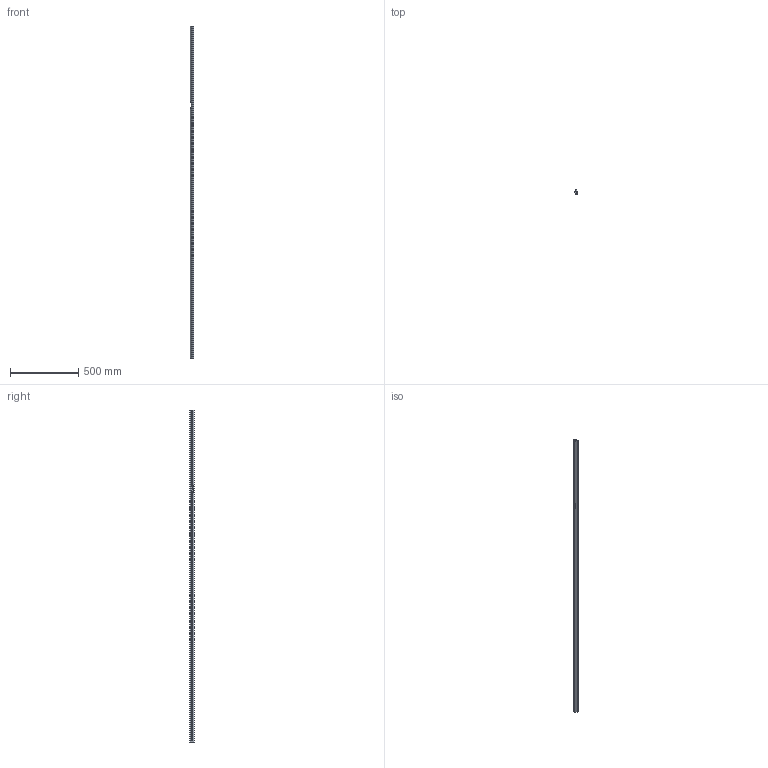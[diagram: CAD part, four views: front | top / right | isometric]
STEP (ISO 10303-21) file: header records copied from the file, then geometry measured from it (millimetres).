
FILE_DESCRIPTION(/* description */ ('CARRYWAY BARCAP, S7000 V4 CUSTOM SIDE GUIDE PROFILE WITH SHELF, 8FT'),/* implementation_level */ '2;1');
FILE_NAME(/* name */ 'stp_DPP-1780041.stp',/* time_stamp */ '2023-02-14T08:54:40-05:00',/* author */ ('CBS'),/* organization */ (''),/* preprocessor_version */ 'ST-DEVELOPER v16.5',/* originating_system */ 'Autodesk Inventor 2017',/* authorisation */ '');
FILE_SCHEMA (('AUTOMOTIVE_DESIGN { 1 0 10303 214 3 1 1 }'));
Length unit declared in the file: millimetre
Products named in the file (1): DPP-1780041
Bounding box: 26.74 x 30.62 x 2434.4 mm (x, y, z)
Volume: 1101747.9 mm3; surface area: 332955.8 mm2
Topology: 1 solids, 1 shells, 45 faces, 127 edges, 82 vertices
Faces by surface type: plane 20, cylinder 19, bspline 6
Entity records: 1665 total; most frequent: CARTESIAN_POINT 473, ORIENTED_EDGE 250, DIRECTION 239, EDGE_CURVE 125, VERTEX_POINT 82, AXIS2_PLACEMENT_3D 82, LINE 75, VECTOR 75
